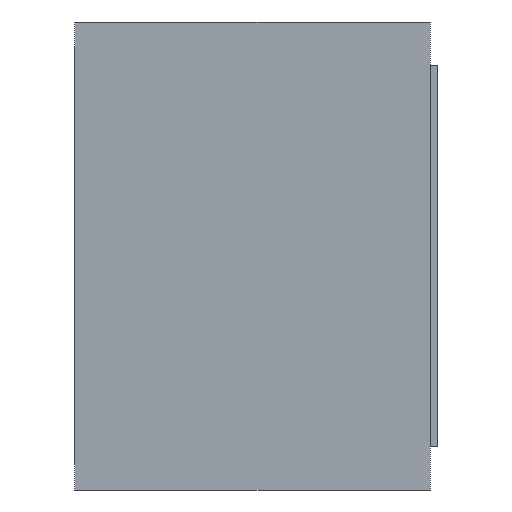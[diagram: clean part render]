
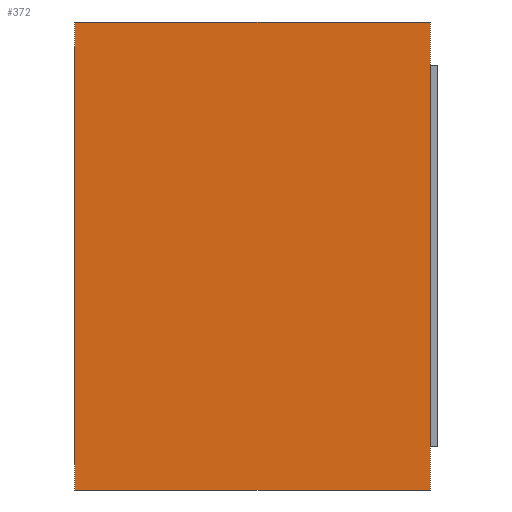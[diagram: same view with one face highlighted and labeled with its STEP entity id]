
A CAD part, left-side view. The second image highlights one B-rep face of the part: STEP entity #372.
In plain terms, the highlighted planar face has unit normal (-1, 0, 0).
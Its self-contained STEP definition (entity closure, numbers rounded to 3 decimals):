
#12 = EDGE_CURVE ( 'NONE', #225, #520, #630, .T. ) ;
#23 = VECTOR ( 'NONE', #288, 1000. ) ;
#57 = CARTESIAN_POINT ( 'NONE',  ( -2., 3.04, 2. ) ) ;
#64 = VECTOR ( 'NONE', #284, 1000. ) ;
#103 = VECTOR ( 'NONE', #572, 1000. ) ;
#105 = ORIENTED_EDGE ( 'NONE', *, *, #12, .F. ) ;
#109 = CARTESIAN_POINT ( 'NONE',  ( -2., 0., 2. ) ) ;
#134 = VECTOR ( 'NONE', #501, 1000. ) ;
#190 = ORIENTED_EDGE ( 'NONE', *, *, #540, .F. ) ;
#225 = VERTEX_POINT ( 'NONE', #579 ) ;
#229 = LINE ( 'NONE', #369, #103 ) ;
#273 = VERTEX_POINT ( 'NONE', #109 ) ;
#281 = CARTESIAN_POINT ( 'NONE',  ( -2., 3.04, 2. ) ) ;
#284 = DIRECTION ( 'NONE',  ( 0., -1., 0. ) ) ;
#288 = DIRECTION ( 'NONE',  ( 0., 0., 1. ) ) ;
#369 = CARTESIAN_POINT ( 'NONE',  ( -2., 0., 2. ) ) ;
#372 = ADVANCED_FACE ( 'NONE', ( #690 ), #817, .F. ) ;
#379 = EDGE_CURVE ( 'NONE', #225, #398, #396, .T. ) ;
#383 = ORIENTED_EDGE ( 'NONE', *, *, #581, .T. ) ;
#396 = LINE ( 'NONE', #419, #64 ) ;
#398 = VERTEX_POINT ( 'NONE', #550 ) ;
#419 = CARTESIAN_POINT ( 'NONE',  ( -2., 3.04, -2. ) ) ;
#451 = EDGE_LOOP ( 'NONE', ( #383, #190, #105, #535 ) ) ;
#501 = DIRECTION ( 'NONE',  ( 0., -1., 0. ) ) ;
#520 = VERTEX_POINT ( 'NONE', #57 ) ;
#535 = ORIENTED_EDGE ( 'NONE', *, *, #379, .T. ) ;
#540 = EDGE_CURVE ( 'NONE', #520, #273, #814, .T. ) ;
#550 = CARTESIAN_POINT ( 'NONE',  ( -2., 0., -2. ) ) ;
#572 = DIRECTION ( 'NONE',  ( 0., 0., 1. ) ) ;
#579 = CARTESIAN_POINT ( 'NONE',  ( -2., 3.04, -2. ) ) ;
#581 = EDGE_CURVE ( 'NONE', #398, #273, #229, .T. ) ;
#617 = DIRECTION ( 'NONE',  ( 1., 0., 0. ) ) ;
#630 = LINE ( 'NONE', #281, #23 ) ;
#676 = CARTESIAN_POINT ( 'NONE',  ( -2., 3.04, 2. ) ) ;
#685 = DIRECTION ( 'NONE',  ( 0., 0., -1. ) ) ;
#686 = AXIS2_PLACEMENT_3D ( 'NONE', #676, #617, #685 ) ;
#690 = FACE_OUTER_BOUND ( 'NONE', #451, .T. ) ;
#755 = CARTESIAN_POINT ( 'NONE',  ( -2., 3.04, 2. ) ) ;
#814 = LINE ( 'NONE', #755, #134 ) ;
#817 = PLANE ( 'NONE',  #686 ) ;
